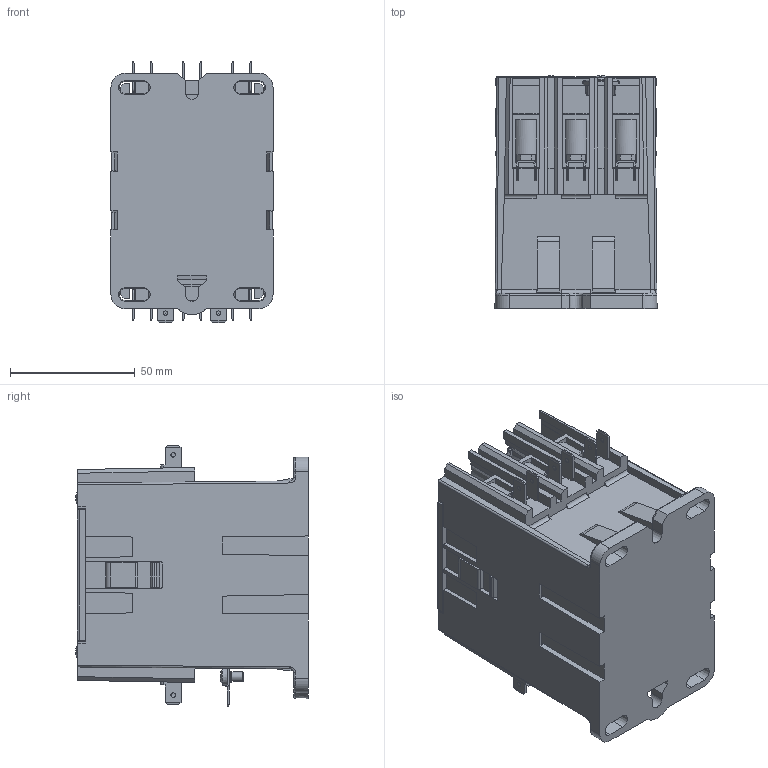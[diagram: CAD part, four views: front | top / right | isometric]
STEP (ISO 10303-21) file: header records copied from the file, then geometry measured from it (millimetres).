
FILE_DESCRIPTION(/* description */ (''),/* implementation_level */ '2;1');
FILE_NAME(/* name */ 'HCDY3XT05RC400.stp',/* time_stamp */ '2014-07-18T14:22:40-05:00',/* author */ ('MM'),/* organization */ (''),/* preprocessor_version */ 'ST-DEVELOPER v15.2',/* originating_system */ 'Autodesk Inventor 2014',/* authorisation */ '');
FILE_SCHEMA (('AUTOMOTIVE_DESIGN { 1 0 10303 214 3 1 1 }'));
Products named in the file (1): HCD_3X 05 LUG
Bounding box: 65 x 93.4 x 104.86 mm (x, y, z)
Volume: 423525.3 mm3; surface area: 71456.8 mm2
Topology: 1 solids, 3 shells, 2929 faces, 7973 edges, 5212 vertices
Faces by surface type: plane 1830, bspline 735, cylinder 263, sphere 40, cone 36, torus 25
Full cylindrical faces by diameter (mm): 3.656 x2, 3.727 x2, 4.389 x2, 5.6 x2, 10.259 x6
Entity records: 103977 total; most frequent: CARTESIAN_POINT 31844, ORIENTED_EDGE 15880, DIRECTION 11484, EDGE_CURVE 7928, LINE 5600, VECTOR 5600, VERTEX_POINT 5193, EDGE_LOOP 3175
